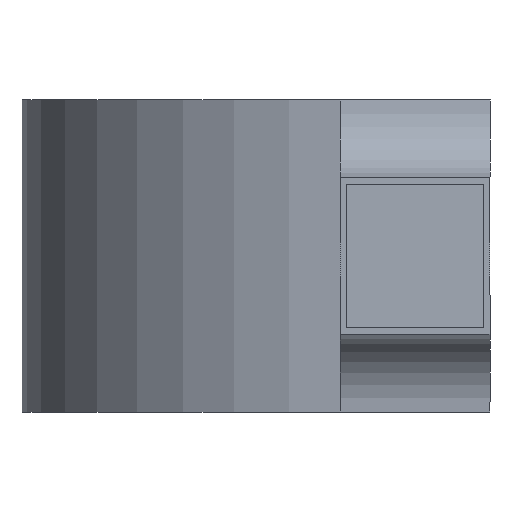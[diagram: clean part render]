
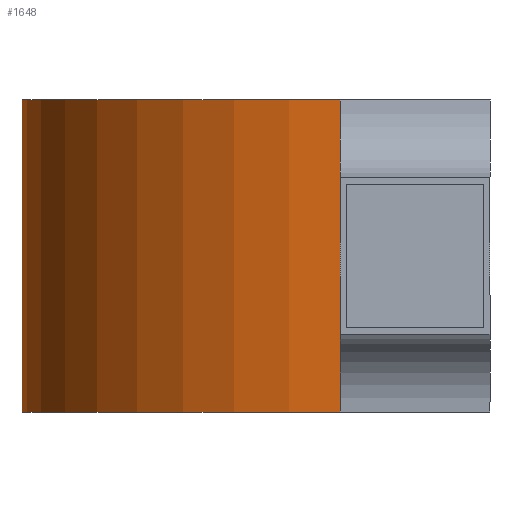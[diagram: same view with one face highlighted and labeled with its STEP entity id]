
A CAD part, left-side view. The second image highlights one B-rep face of the part: STEP entity #1648.
In plain terms, the highlighted cylindrical face has radius 1.102 mm (diameter 2.203 mm), a partial arc.
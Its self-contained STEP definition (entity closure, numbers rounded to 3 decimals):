
#165 = LINE ( 'NONE', #6263, #6952 ) ;
#406 = VECTOR ( 'NONE', #10349, 1000. ) ;
#524 = CARTESIAN_POINT ( 'NONE',  ( -1.1, 0.22, -0.5 ) ) ;
#1421 = ORIENTED_EDGE ( 'NONE', *, *, #4051, .T. ) ;
#1620 = LINE ( 'NONE', #3507, #406 ) ;
#1648 = ADVANCED_FACE ( 'NONE', ( #11111 ), #6120, .T. ) ;
#2225 = CARTESIAN_POINT ( 'NONE',  ( 0., 0.158, -0.5 ) ) ;
#2374 = DIRECTION ( 'NONE',  ( 0., 0., -1. ) ) ;
#2414 = DIRECTION ( 'NONE',  ( 1., 0., 0. ) ) ;
#2572 = CARTESIAN_POINT ( 'NONE',  ( 1.1, 0.22, 0.5 ) ) ;
#2980 = EDGE_CURVE ( 'NONE', #9227, #10558, #10569, .T. ) ;
#3203 = AXIS2_PLACEMENT_3D ( 'NONE', #5510, #2374, #5451 ) ;
#3259 = VERTEX_POINT ( 'NONE', #524 ) ;
#3507 = CARTESIAN_POINT ( 'NONE',  ( -1.1, 0.22, -2.933 ) ) ;
#3555 = CIRCLE ( 'NONE', #11903, 1.102 ) ;
#3931 = VERTEX_POINT ( 'NONE', #9685 ) ;
#4051 = EDGE_CURVE ( 'NONE', #3931, #3259, #3555, .T. ) ;
#4237 = CARTESIAN_POINT ( 'NONE',  ( 0., 0.158, -2.933 ) ) ;
#4492 = AXIS2_PLACEMENT_3D ( 'NONE', #4237, #8121, #5280 ) ;
#4534 = ORIENTED_EDGE ( 'NONE', *, *, #4692, .F. ) ;
#4692 = EDGE_CURVE ( 'NONE', #3931, #10558, #165, .T. ) ;
#5280 = DIRECTION ( 'NONE',  ( 1., 0., 0. ) ) ;
#5451 = DIRECTION ( 'NONE',  ( 1., 0., 0. ) ) ;
#5510 = CARTESIAN_POINT ( 'NONE',  ( 0., 0.158, 0.5 ) ) ;
#6120 = CYLINDRICAL_SURFACE ( 'NONE', #4492, 1.102 ) ;
#6263 = CARTESIAN_POINT ( 'NONE',  ( 1.1, 0.22, -2.933 ) ) ;
#6952 = VECTOR ( 'NONE', #9252, 1000. ) ;
#7034 = ORIENTED_EDGE ( 'NONE', *, *, #2980, .T. ) ;
#7400 = DIRECTION ( 'NONE',  ( 0., 0., 1. ) ) ;
#8121 = DIRECTION ( 'NONE',  ( 0., 0., 1. ) ) ;
#8376 = ORIENTED_EDGE ( 'NONE', *, *, #9601, .T. ) ;
#9227 = VERTEX_POINT ( 'NONE', #12522 ) ;
#9252 = DIRECTION ( 'NONE',  ( 0., 0., 1. ) ) ;
#9601 = EDGE_CURVE ( 'NONE', #3259, #9227, #1620, .T. ) ;
#9685 = CARTESIAN_POINT ( 'NONE',  ( 1.1, 0.22, -0.5 ) ) ;
#10349 = DIRECTION ( 'NONE',  ( 0., 0., 1. ) ) ;
#10558 = VERTEX_POINT ( 'NONE', #2572 ) ;
#10569 = CIRCLE ( 'NONE', #3203, 1.102 ) ;
#11111 = FACE_OUTER_BOUND ( 'NONE', #11501, .T. ) ;
#11501 = EDGE_LOOP ( 'NONE', ( #4534, #1421, #8376, #7034 ) ) ;
#11903 = AXIS2_PLACEMENT_3D ( 'NONE', #2225, #7400, #2414 ) ;
#12522 = CARTESIAN_POINT ( 'NONE',  ( -1.1, 0.22, 0.5 ) ) ;
